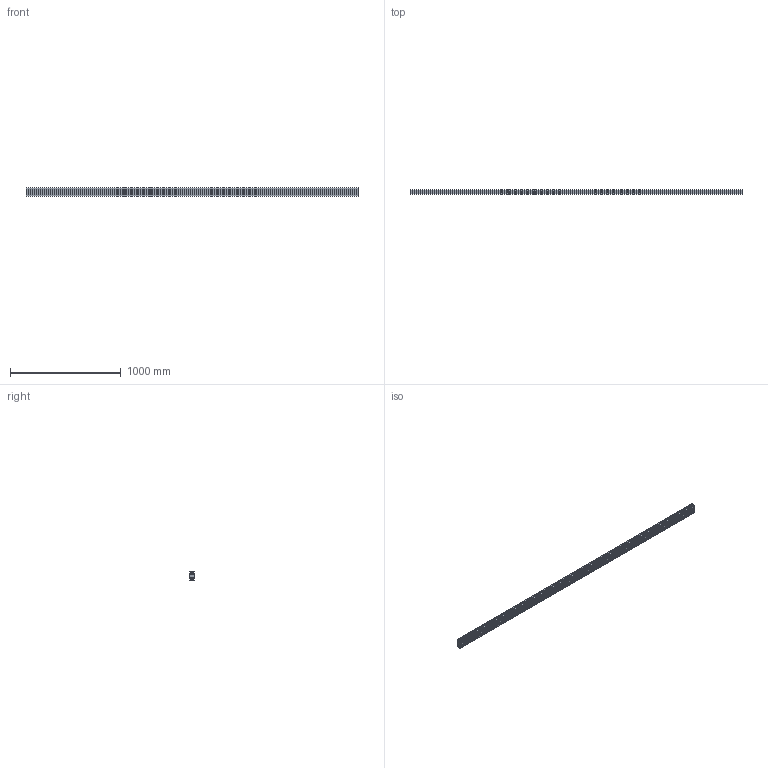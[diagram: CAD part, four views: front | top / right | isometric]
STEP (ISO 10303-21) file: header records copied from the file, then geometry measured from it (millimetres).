
FILE_DESCRIPTION (( 'STEP AP214' ), '1' );
FILE_NAME ('201019 - Profil 40x80L Nut10.STEP', '2017-10-11T08:28:16', ( '' ), ( '' ), 'SwSTEP 2.0', 'SolidWorks 2011', '' );
FILE_SCHEMA (( 'AUTOMOTIVE_DESIGN' ));
Length unit declared in the file: millimetre
Products named in the file (1): 201019 - Profil 40x80L Nut10
Bounding box: 3000 x 40 x 80 mm (x, y, z)
Volume: 5656635 mm3; surface area: 1745894.3 mm2
Topology: 1 solids, 1 shells, 144 faces, 426 edges, 284 vertices
Faces by surface type: plane 130, cylinder 14
Entity records: 4780 total; most frequent: CARTESIAN_POINT 855, ORIENTED_EDGE 852, DIRECTION 744, EDGE_CURVE 426, VECTOR 398, LINE 398, VERTEX_POINT 284, AXIS2_PLACEMENT_3D 173
